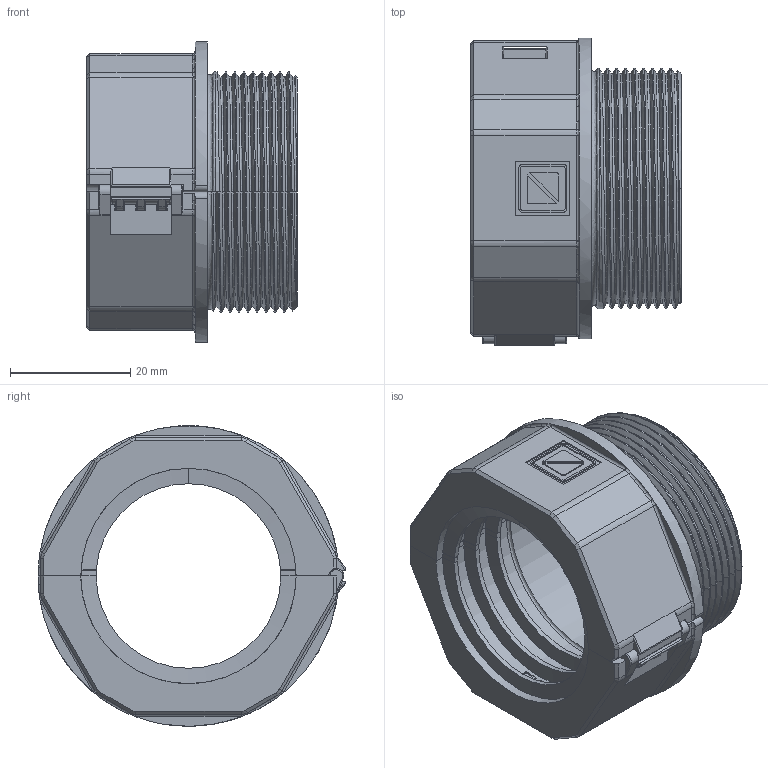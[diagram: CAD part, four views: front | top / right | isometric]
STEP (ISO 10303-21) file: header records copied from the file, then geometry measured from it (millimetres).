
FILE_DESCRIPTION (( 'STEP AP203' ), '1' );
FILE_NAME ('836026.step', '2023-06-13T19:07:04', ( '' ), ( '' ), 'SwSTEP 2.0', 'SolidWorks 2021', '' );
FILE_SCHEMA (( 'CONFIG_CONTROL_DESIGN' ));
Length unit declared in the file: inch
Products named in the file (1): 836026
Bounding box: 35 x 51.17 x 49.99 mm (x, y, z)
Volume: 20247.2 mm3; surface area: 14515.4 mm2
Topology: 2 solids, 2 shells, 767 faces, 2054 edges, 1314 vertices
Faces by surface type: plane 357, bspline 205, cylinder 168, cone 37
Entity records: 33781 total; most frequent: CARTESIAN_POINT 16435, ORIENTED_EDGE 4104, DIRECTION 2792, EDGE_CURVE 2052, VERTEX_POINT 1314, VECTOR 1094, LINE 1094, AXIS2_PLACEMENT_3D 849
